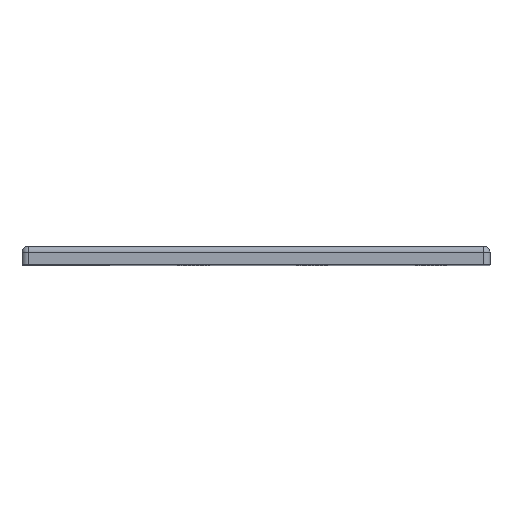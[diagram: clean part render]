
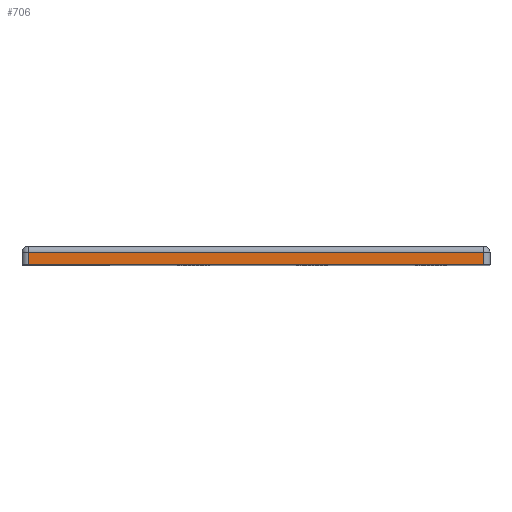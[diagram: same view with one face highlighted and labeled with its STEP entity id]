
A CAD part, top view. The second image highlights one B-rep face of the part: STEP entity #706.
In plain terms, the highlighted planar face has unit normal (0, 0, 1).
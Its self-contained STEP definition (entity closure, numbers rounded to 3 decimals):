
#2 = EDGE_LOOP ( 'NONE', ( #2295, #2324, #2363, #2389 ) ) ;
#68 = CARTESIAN_POINT ( 'NONE',  ( 74., 4., 76. ) ) ;
#243 = VERTEX_POINT ( 'NONE', #68 ) ;
#289 = DIRECTION ( 'NONE',  ( 0., -1., 0. ) ) ;
#373 = CARTESIAN_POINT ( 'NONE',  ( -72., 4., 76. ) ) ;
#408 = CARTESIAN_POINT ( 'NONE',  ( 74., 0., 76. ) ) ;
#515 = LINE ( 'NONE', #1267, #1925 ) ;
#706 = ADVANCED_FACE ( 'NONE', ( #1735 ), #1658, .F. ) ;
#717 = CARTESIAN_POINT ( 'NONE',  ( -74., 0., 76. ) ) ;
#1025 = DIRECTION ( 'NONE',  ( 0., 1., 0. ) ) ;
#1083 = AXIS2_PLACEMENT_3D ( 'NONE', #1662, #1738, #1628 ) ;
#1267 = CARTESIAN_POINT ( 'NONE',  ( 74., 6., 76. ) ) ;
#1304 = CARTESIAN_POINT ( 'NONE',  ( -72., 6., 76. ) ) ;
#1314 = VECTOR ( 'NONE', #1916, 1000. ) ;
#1517 = CARTESIAN_POINT ( 'NONE',  ( -72., 0., 76. ) ) ;
#1520 = VERTEX_POINT ( 'NONE', #408 ) ;
#1524 = VERTEX_POINT ( 'NONE', #373 ) ;
#1628 = DIRECTION ( 'NONE',  ( -1., 0., 0. ) ) ;
#1658 = PLANE ( 'NONE',  #1083 ) ;
#1662 = CARTESIAN_POINT ( 'NONE',  ( -74., 6., 76. ) ) ;
#1700 = CARTESIAN_POINT ( 'NONE',  ( -72., 4., 76. ) ) ;
#1735 = FACE_OUTER_BOUND ( 'NONE', #2, .T. ) ;
#1738 = DIRECTION ( 'NONE',  ( 0., 0., -1. ) ) ;
#1855 = VECTOR ( 'NONE', #289, 1000. ) ;
#1916 = DIRECTION ( 'NONE',  ( -1., 0., 0. ) ) ;
#1925 = VECTOR ( 'NONE', #1025, 1000. ) ;
#2263 = LINE ( 'NONE', #1700, #1314 ) ;
#2292 = VERTEX_POINT ( 'NONE', #1517 ) ;
#2295 = ORIENTED_EDGE ( 'NONE', *, *, #2571, .T. ) ;
#2302 = VECTOR ( 'NONE', #2677, 1000. ) ;
#2324 = ORIENTED_EDGE ( 'NONE', *, *, #2589, .T. ) ;
#2345 = LINE ( 'NONE', #1304, #1855 ) ;
#2363 = ORIENTED_EDGE ( 'NONE', *, *, #2610, .T. ) ;
#2389 = ORIENTED_EDGE ( 'NONE', *, *, #2488, .T. ) ;
#2488 = EDGE_CURVE ( 'NONE', #2292, #1520, #2595, .T. ) ;
#2571 = EDGE_CURVE ( 'NONE', #1520, #243, #515, .T. ) ;
#2589 = EDGE_CURVE ( 'NONE', #243, #1524, #2263, .T. ) ;
#2595 = LINE ( 'NONE', #717, #2302 ) ;
#2610 = EDGE_CURVE ( 'NONE', #1524, #2292, #2345, .T. ) ;
#2677 = DIRECTION ( 'NONE',  ( 1., 0., 0. ) ) ;
